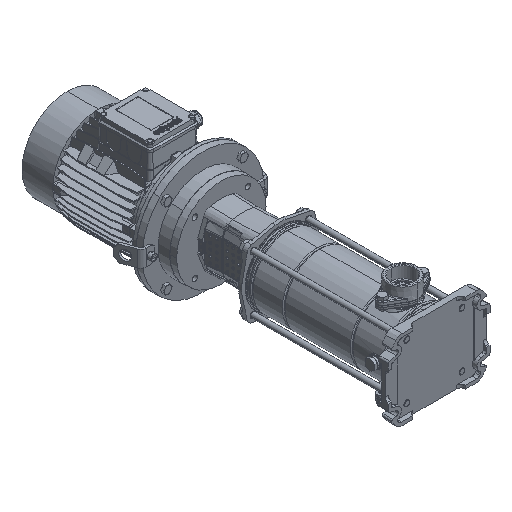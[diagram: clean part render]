
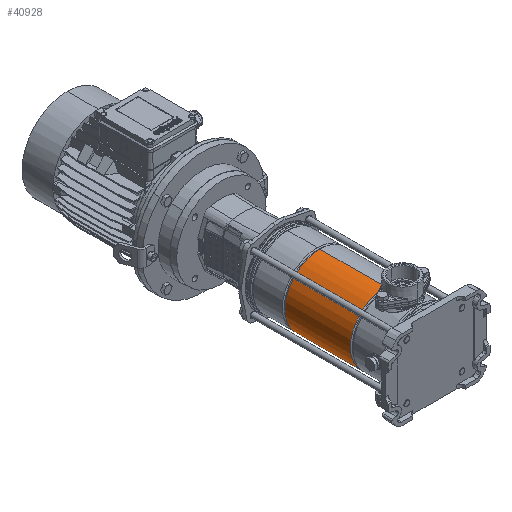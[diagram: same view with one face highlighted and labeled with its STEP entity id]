
A CAD part, isometric view. The second image highlights one B-rep face of the part: STEP entity #40928.
In plain terms, the highlighted cylindrical face has radius 85.9 mm (diameter 171.8 mm), a partial arc.
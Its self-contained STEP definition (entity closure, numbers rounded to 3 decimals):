
#108 = VERTEX_POINT ( 'NONE', #81079 ) ;
#258 = CARTESIAN_POINT ( 'NONE',  ( 0., 0., 93.897 ) ) ;
#1341 = CARTESIAN_POINT ( 'NONE',  ( -85.9, 0., 93.897 ) ) ;
#7615 = DIRECTION ( 'NONE',  ( -1., 0., 0. ) ) ;
#7759 = AXIS2_PLACEMENT_3D ( 'NONE', #47806, #8131, #7615 ) ;
#8131 = DIRECTION ( 'NONE',  ( 0., 0., -1. ) ) ;
#8357 = EDGE_LOOP ( 'NONE', ( #41309, #71269, #70673, #20515 ) ) ;
#11157 = DIRECTION ( 'NONE',  ( -1., 0., 0. ) ) ;
#13970 = CIRCLE ( 'NONE', #69035, 85.9 ) ;
#17605 = EDGE_CURVE ( 'NONE', #108, #59166, #13970, .T. ) ;
#17721 = CIRCLE ( 'NONE', #7759, 85.9 ) ;
#20515 = ORIENTED_EDGE ( 'NONE', *, *, #17605, .F. ) ;
#21171 = CARTESIAN_POINT ( 'NONE',  ( -85.9, 0., 255.103 ) ) ;
#25451 = DIRECTION ( 'NONE',  ( 0., 0., -1. ) ) ;
#29295 = VECTOR ( 'NONE', #25451, 1000. ) ;
#37502 = AXIS2_PLACEMENT_3D ( 'NONE', #75443, #74923, #11157 ) ;
#40928 = ADVANCED_FACE ( 'NONE', ( #58697 ), #42994, .T. ) ;
#41309 = ORIENTED_EDGE ( 'NONE', *, *, #101667, .F. ) ;
#42364 = VECTOR ( 'NONE', #86210, 1000. ) ;
#42994 = CYLINDRICAL_SURFACE ( 'NONE', #37502, 85.9 ) ;
#45418 = EDGE_CURVE ( 'NONE', #64164, #59166, #85679, .T. ) ;
#47779 = DIRECTION ( 'NONE',  ( 0., 0., -1. ) ) ;
#47806 = CARTESIAN_POINT ( 'NONE',  ( 0., 0., 255.103 ) ) ;
#48295 = DIRECTION ( 'NONE',  ( -1., 0., 0. ) ) ;
#56413 = CARTESIAN_POINT ( 'NONE',  ( 85.9, 0., 255.103 ) ) ;
#58697 = FACE_OUTER_BOUND ( 'NONE', #8357, .T. ) ;
#59166 = VERTEX_POINT ( 'NONE', #1341 ) ;
#64164 = VERTEX_POINT ( 'NONE', #21171 ) ;
#69035 = AXIS2_PLACEMENT_3D ( 'NONE', #258, #47779, #48295 ) ;
#70673 = ORIENTED_EDGE ( 'NONE', *, *, #45418, .T. ) ;
#71269 = ORIENTED_EDGE ( 'NONE', *, *, #102676, .T. ) ;
#71997 = LINE ( 'NONE', #96097, #29295 ) ;
#74923 = DIRECTION ( 'NONE',  ( 0., 0., -1. ) ) ;
#75443 = CARTESIAN_POINT ( 'NONE',  ( 0., 0., 0. ) ) ;
#79587 = VERTEX_POINT ( 'NONE', #56413 ) ;
#81079 = CARTESIAN_POINT ( 'NONE',  ( 85.9, 0., 93.897 ) ) ;
#85679 = LINE ( 'NONE', #94070, #42364 ) ;
#86210 = DIRECTION ( 'NONE',  ( 0., 0., -1. ) ) ;
#94070 = CARTESIAN_POINT ( 'NONE',  ( -85.9, 0., 0. ) ) ;
#96097 = CARTESIAN_POINT ( 'NONE',  ( 85.9, 0., 0. ) ) ;
#101667 = EDGE_CURVE ( 'NONE', #79587, #108, #71997, .T. ) ;
#102676 = EDGE_CURVE ( 'NONE', #79587, #64164, #17721, .T. ) ;
